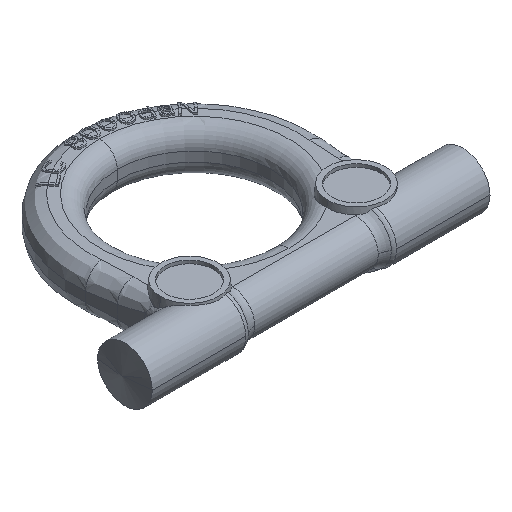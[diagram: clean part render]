
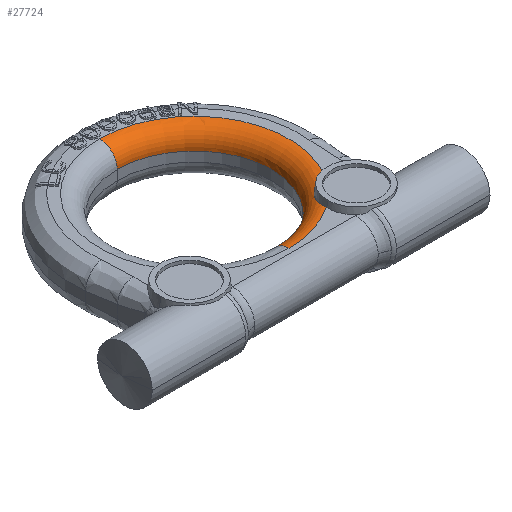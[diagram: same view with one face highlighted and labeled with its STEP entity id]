
A CAD part, isometric view. The second image highlights one B-rep face of the part: STEP entity #27724.
In plain terms, the highlighted toroidal (fillet/blend) face has major radius 29.5 mm and minor radius 5.5 mm.
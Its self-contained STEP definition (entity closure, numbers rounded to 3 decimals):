
#7429=CARTESIAN_POINT('',(0.,1.5,1.5));
#7430=DIRECTION('',(-1.,0.,0.));
#7431=DIRECTION('',(0.,0.,1.));
#7432=AXIS2_PLACEMENT_3D('',#7429,#7430,#7431);
#7439=CARTESIAN_POINT('',(25.208,15.676,7.));
#7440=CARTESIAN_POINT('',(25.001,15.658,7.));
#7441=CARTESIAN_POINT('',(24.589,15.61,6.985));
#7442=CARTESIAN_POINT('',(23.979,15.501,6.924));
#7443=CARTESIAN_POINT('',(23.38,15.355,6.832));
#7444=CARTESIAN_POINT('',(22.798,15.174,6.719));
#7445=CARTESIAN_POINT('',(22.224,14.955,6.591));
#7446=CARTESIAN_POINT('',(21.635,14.685,6.45));
#7447=CARTESIAN_POINT('',(21.017,14.345,6.302));
#7448=CARTESIAN_POINT('',(20.35,13.901,6.16));
#7449=CARTESIAN_POINT('',(19.667,13.342,6.061));
#7450=CARTESIAN_POINT('',(19.027,12.693,6.042));
#7451=CARTESIAN_POINT('',(18.446,11.958,6.115));
#7452=CARTESIAN_POINT('',(17.923,11.12,6.274));
#7453=CARTESIAN_POINT('',(17.465,10.155,6.502));
#7454=CARTESIAN_POINT('',(17.093,9.043,6.757));
#7455=CARTESIAN_POINT('',(16.857,7.837,6.956));
#7456=CARTESIAN_POINT('',(16.803,7.103,7.));
#7457=CARTESIAN_POINT('',(16.793,6.746,7.));
#7459=CARTESIAN_POINT('',(0.,31.,7.));
#7460=DIRECTION('',(0.,0.,-1.));
#7461=DIRECTION('',(0.569,-0.822,0.));
#7462=AXIS2_PLACEMENT_3D('',#7459,#7460,#7461);
#7464=CARTESIAN_POINT('',(0.,31.,1.5));
#7465=DIRECTION('',(0.,0.,-1.));
#7466=DIRECTION('',(0.,1.,0.));
#7467=AXIS2_PLACEMENT_3D('',#7464,#7465,#7466);
#7469=CARTESIAN_POINT('',(0.,60.5,1.5));
#7470=DIRECTION('',(1.,0.,0.));
#7471=DIRECTION('',(0.,0.,1.));
#7472=AXIS2_PLACEMENT_3D('',#7469,#7470,#7471);
#7474=CARTESIAN_POINT('',(0.,31.,7.));
#7475=DIRECTION('',(0.,0.,-1.));
#7476=DIRECTION('',(0.,1.,0.));
#7477=AXIS2_PLACEMENT_3D('',#7474,#7475,#7476);
#13751=CARTESIAN_POINT('',(25.208,15.676,7.));
#13753=VERTEX_POINT('',#13751);
#14019=CARTESIAN_POINT('',(16.793,6.746,7.));
#14020=VERTEX_POINT('',#14019);
#14043=CARTESIAN_POINT('',(0.,55.,1.5));
#14044=CARTESIAN_POINT('',(0.,7.,1.5));
#14045=VERTEX_POINT('',#14043);
#14046=VERTEX_POINT('',#14044);
#14047=CARTESIAN_POINT('',(0.,1.5,7.));
#14048=VERTEX_POINT('',#14047);
#14049=CARTESIAN_POINT('',(0.,60.5,7.));
#14050=VERTEX_POINT('',#14049);
#27710=CARTESIAN_POINT('',(0.,31.,1.5));
#27711=DIRECTION('',(0.,0.,1.));
#27712=DIRECTION('',(-0.006,1.,0.));
#27713=AXIS2_PLACEMENT_3D('',#27710,#27711,#27712);
#27714=TOROIDAL_SURFACE('',#27713,29.5,5.5);
#27715=ORIENTED_EDGE('',*,*,#18530,.T.);
#27716=ORIENTED_EDGE('',*,*,#16430,.T.);
#27717=ORIENTED_EDGE('',*,*,#27704,.T.);
#27719=ORIENTED_EDGE('',*,*,#27718,.F.);
#27720=ORIENTED_EDGE('',*,*,#27700,.F.);
#27721=ORIENTED_EDGE('',*,*,#16730,.T.);
#27722=EDGE_LOOP('',(#27715,#27716,#27717,#27719,#27720,#27721));
#27723=FACE_OUTER_BOUND('',#27722,.F.);
#27724=ADVANCED_FACE('',(#27723),#27714,.T.);
#7433=CIRCLE('',#7432,5.5);
#7458=B_SPLINE_CURVE_WITH_KNOTS('',3,(#7439,#7440,#7441,#7442,#7443,#7444,#7445,
#7446,#7447,#7448,#7449,#7450,#7451,#7452,#7453,#7454,#7455,#7456,#7457),
.UNSPECIFIED.,.F.,.F.,(4,1,1,1,1,1,1,1,1,1,1,1,1,1,1,1,4),(0.,0.063,0.125,
0.188,0.25,0.313,0.375,0.438,0.5,0.563,0.625,0.688,
0.75,0.813,0.875,0.938,1.),.UNSPECIFIED.);
#7463=CIRCLE('',#7462,29.5);
#7468=CIRCLE('',#7467,24.);
#7473=CIRCLE('',#7472,5.5);
#7478=CIRCLE('',#7477,29.5);
#16430=EDGE_CURVE('',#14020,#14048,#7463,.T.);
#16730=EDGE_CURVE('',#14050,#13753,#7478,.T.);
#18530=EDGE_CURVE('',#13753,#14020,#7458,.T.);
#27700=EDGE_CURVE('',#14050,#14045,#7473,.T.);
#27704=EDGE_CURVE('',#14048,#14046,#7433,.T.);
#27718=EDGE_CURVE('',#14045,#14046,#7468,.T.);
